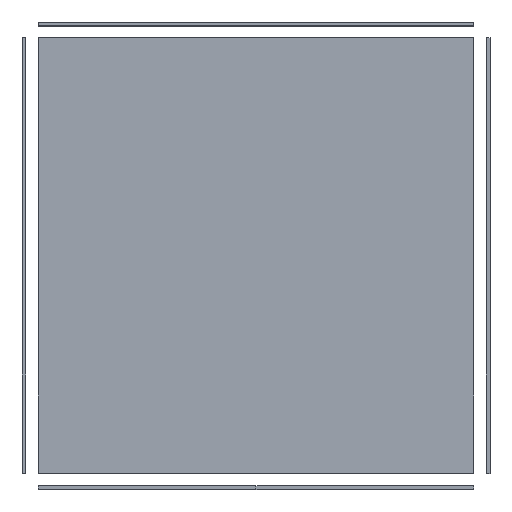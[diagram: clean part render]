
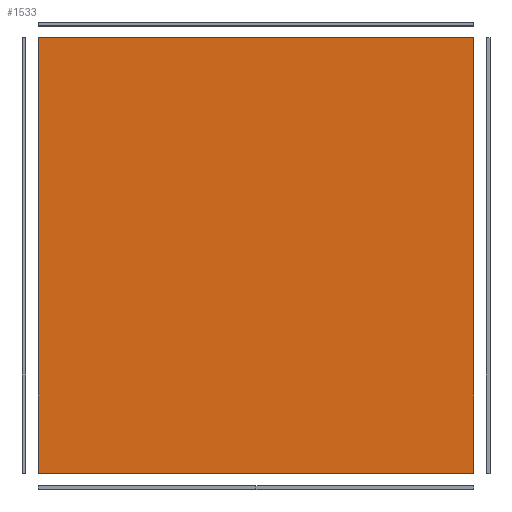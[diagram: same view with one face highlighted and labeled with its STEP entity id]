
A CAD part, top view. The second image highlights one B-rep face of the part: STEP entity #1533.
In plain terms, the highlighted planar face has unit normal (0, 0, 1).
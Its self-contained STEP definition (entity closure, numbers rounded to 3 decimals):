
#145=FACE_OUTER_BOUND('',#227,.T.);
#227=EDGE_LOOP('',(#1057,#1058,#1059,#1060));
#329=LINE('',#2253,#511);
#332=LINE('',#2259,#514);
#335=LINE('',#2265,#517);
#338=LINE('',#2269,#520);
#511=VECTOR('',#1818,10.);
#514=VECTOR('',#1823,10.);
#517=VECTOR('',#1828,10.);
#520=VECTOR('',#1833,10.);
#693=VERTEX_POINT('',#2250);
#694=VERTEX_POINT('',#2252);
#696=VERTEX_POINT('',#2258);
#698=VERTEX_POINT('',#2264);
#833=EDGE_CURVE('',#694,#693,#329,.T.);
#836=EDGE_CURVE('',#696,#694,#332,.T.);
#839=EDGE_CURVE('',#698,#696,#335,.T.);
#842=EDGE_CURVE('',#693,#698,#338,.T.);
#1057=ORIENTED_EDGE('',*,*,#842,.T.);
#1058=ORIENTED_EDGE('',*,*,#839,.T.);
#1059=ORIENTED_EDGE('',*,*,#836,.T.);
#1060=ORIENTED_EDGE('',*,*,#833,.T.);
#1465=PLANE('',#1690);
#1533=ADVANCED_FACE('',(#145),#1465,.T.);
#1690=AXIS2_PLACEMENT_3D('',#2270,#1834,#1835);
#1818=DIRECTION('',(0.,-1.,0.));
#1823=DIRECTION('',(-1.,0.,0.));
#1828=DIRECTION('',(0.,1.,0.));
#1833=DIRECTION('',(1.,0.,0.));
#1834=DIRECTION('center_axis',(0.,0.,1.));
#1835=DIRECTION('ref_axis',(1.,0.,0.));
#2250=CARTESIAN_POINT('',(2.977,153.,154.013));
#2252=CARTESIAN_POINT('',(2.977,637.,154.013));
#2253=CARTESIAN_POINT('',(2.977,153.,154.013));
#2258=CARTESIAN_POINT('',(486.977,637.,154.013));
#2259=CARTESIAN_POINT('',(2.977,637.,154.013));
#2264=CARTESIAN_POINT('',(486.977,153.,154.013));
#2265=CARTESIAN_POINT('',(486.977,637.,154.013));
#2269=CARTESIAN_POINT('',(486.977,153.,154.013));
#2270=CARTESIAN_POINT('Origin',(244.977,395.,154.013));
